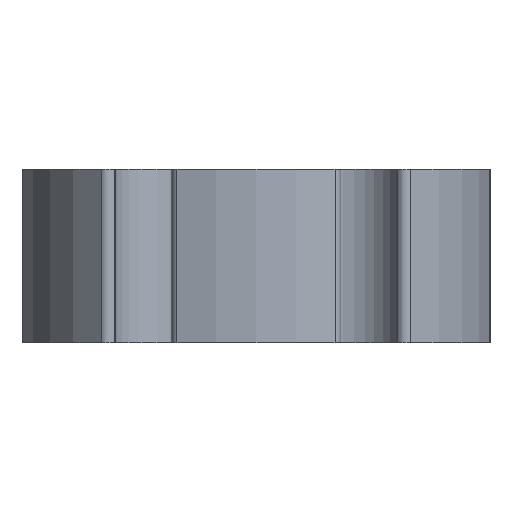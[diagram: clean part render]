
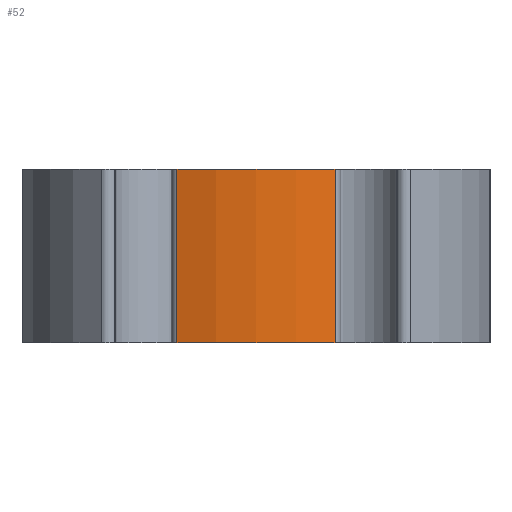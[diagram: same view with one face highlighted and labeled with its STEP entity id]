
A CAD part, left-side view. The second image highlights one B-rep face of the part: STEP entity #52.
In plain terms, the highlighted cylindrical face has radius 11 mm (diameter 22 mm), a partial arc.
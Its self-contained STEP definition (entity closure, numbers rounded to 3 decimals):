
#52=ADVANCED_FACE('',(#138),#102,.T.);
#102=CYLINDRICAL_SURFACE('',#993,11.);
#138=FACE_OUTER_BOUND('',#188,.T.);
#188=EDGE_LOOP('',(#394,#395,#396,#397));
#242=LINE('',#1459,#314);
#243=LINE('',#1463,#315);
#314=VECTOR('',#1137,1.);
#315=VECTOR('',#1140,1.);
#394=ORIENTED_EDGE('',*,*,#778,.F.);
#395=ORIENTED_EDGE('',*,*,#779,.T.);
#396=ORIENTED_EDGE('',*,*,#780,.T.);
#397=ORIENTED_EDGE('',*,*,#781,.T.);
#682=VERTEX_POINT('',#1457);
#683=VERTEX_POINT('',#1458);
#684=VERTEX_POINT('',#1460);
#685=VERTEX_POINT('',#1462);
#778=EDGE_CURVE('',#682,#683,#914,.T.);
#779=EDGE_CURVE('',#682,#684,#242,.T.);
#780=EDGE_CURVE('',#684,#685,#915,.T.);
#781=EDGE_CURVE('',#685,#683,#243,.T.);
#914=CIRCLE('',#991,11.);
#915=CIRCLE('',#992,11.);
#991=AXIS2_PLACEMENT_3D('',#1456,#1135,#1136);
#992=AXIS2_PLACEMENT_3D('',#1461,#1138,#1139);
#993=AXIS2_PLACEMENT_3D('',#1464,#1141,#1142);
#1135=DIRECTION('',(0.,0.,1.));
#1136=DIRECTION('',(1.,0.,0.));
#1137=DIRECTION('',(0.,0.,-1.));
#1138=DIRECTION('',(0.,0.,1.));
#1139=DIRECTION('',(1.,0.,0.));
#1140=DIRECTION('',(0.,0.,1.));
#1141=DIRECTION('',(0.,0.,-1.));
#1142=DIRECTION('',(-1.,0.,0.));
#1456=CARTESIAN_POINT('',(0.,0.,8.));
#1457=CARTESIAN_POINT('',(-10.375,3.654,8.));
#1458=CARTESIAN_POINT('',(-10.375,-3.654,8.));
#1459=CARTESIAN_POINT('',(-10.375,3.654,8.));
#1460=CARTESIAN_POINT('',(-10.375,3.654,0.));
#1461=CARTESIAN_POINT('',(0.,0.,0.));
#1462=CARTESIAN_POINT('',(-10.375,-3.654,0.));
#1463=CARTESIAN_POINT('',(-10.375,-3.654,8.));
#1464=CARTESIAN_POINT('',(0.,0.,8.));
